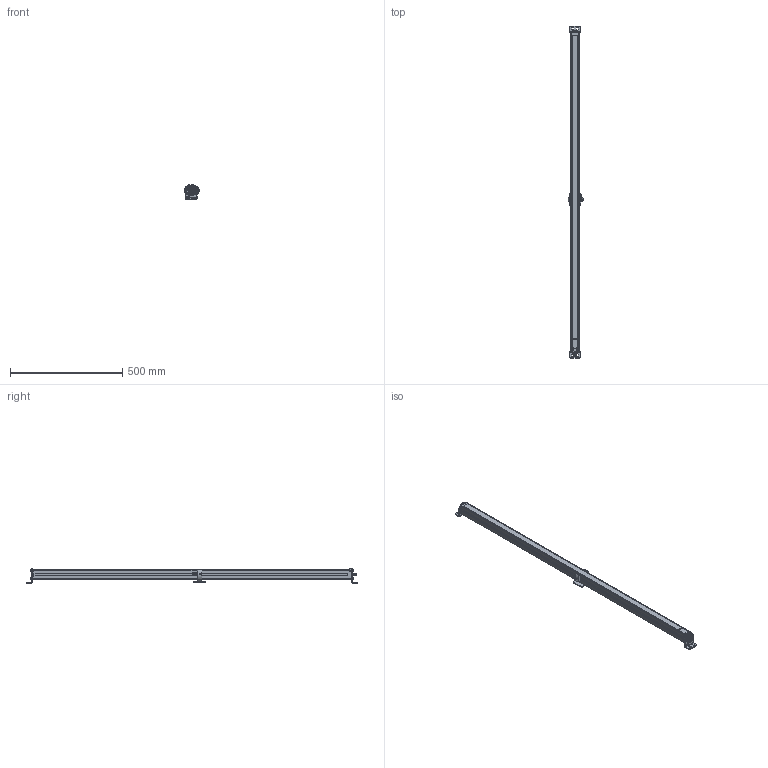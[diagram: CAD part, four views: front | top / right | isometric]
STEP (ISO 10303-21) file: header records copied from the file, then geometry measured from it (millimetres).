
FILE_DESCRIPTION((''),'2;1');
FILE_NAME('139541_SM01_ASM','2024-04-11T13:08:53',('banengservice'),('BANNER ENGINEERING'),'CREO PARAMETRIC BY PTC INC, 2022414','CREO PARAMETRIC BY PTC INC, 2022414','');
FILE_SCHEMA(('CONFIG_CONTROL_DESIGN'));
Products named in the file (9): 139541_EP01; 139541_PL01; 111087; 58892; 114483; 114482; 60139; 71756_ASM; 139541_SM01_ASM
Assembly tree (16 placements, depth 3):
  139541_SM01_ASM
    139541_EP01
    139541_PL01
    111087  x2
    58892  x4
    71756_ASM
      114483
      114482
      58892  x3
      60139  x2
Bounding box: 68.64 x 1478 x 63 mm (x, y, z)
Volume: 4001142.9 mm3; surface area: 565217.3 mm2
Topology: 15 solids, 20 shells, 2097 faces, 5635 edges, 3634 vertices
Faces by surface type: plane 1113, cylinder 771, bspline 97, torus 48, sphere 40, cone 20, extrusion 8
Entity records: 57966 total; most frequent: CARTESIAN_POINT 21941, ORIENTED_EDGE 7564, DIRECTION 7416, EDGE_CURVE 3790, AXIS2_PLACEMENT_3D 2544, VERTEX_POINT 2440, VECTOR 2328, LINE 2320
